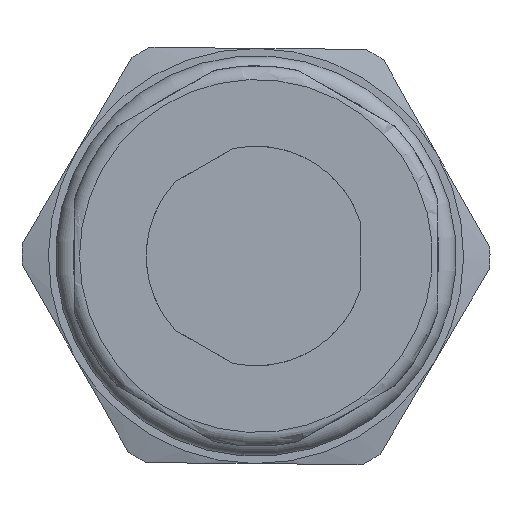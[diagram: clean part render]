
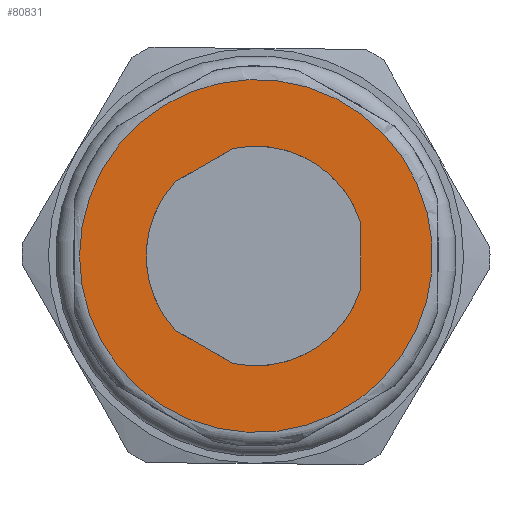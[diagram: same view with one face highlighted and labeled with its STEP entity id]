
A CAD part, left-side view. The second image highlights one B-rep face of the part: STEP entity #80831.
In plain terms, the highlighted planar face has unit normal (-1, 0, 0).
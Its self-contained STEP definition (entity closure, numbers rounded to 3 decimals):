
#79845=CARTESIAN_POINT('',(0.0,4.695,4.275));
#79846=VERTEX_POINT('',#79845);
#79853=CARTESIAN_POINT('',(0.0,4.695,-4.275));
#79854=VERTEX_POINT('',#79853);
#79855=CARTESIAN_POINT('',(0.0,0.0,0.0));
#79856=DIRECTION('',(1.0,0.0,0.0));
#79857=DIRECTION('',(0.0,-0.739,-0.673));
#79858=AXIS2_PLACEMENT_3D('',#79855,#79856,#79857);
#79859=CIRCLE('',#79858,6.35);
#79860=EDGE_CURVE('',#79854,#79846,#79859,.T.);
#79893=CARTESIAN_POINT('',(0.0,1.355,6.204));
#79894=VERTEX_POINT('',#79893);
#79901=CARTESIAN_POINT('',(0.0,4.695,4.275));
#79902=DIRECTION('',(0.0,-0.866,0.5));
#79903=VECTOR('',#79902,3.857);
#79904=LINE('',#79901,#79903);
#79905=EDGE_CURVE('',#79846,#79894,#79904,.T.);
#79946=CARTESIAN_POINT('',(0.0,-6.05,-1.929));
#79947=VERTEX_POINT('',#79946);
#79954=CARTESIAN_POINT('',(0.0,-6.05,1.929));
#79955=VERTEX_POINT('',#79954);
#79956=CARTESIAN_POINT('',(0.0,-6.05,1.929));
#79957=DIRECTION('',(0.0,0.0,-1.0));
#79958=VECTOR('',#79957,3.857);
#79959=LINE('',#79956,#79958);
#79960=EDGE_CURVE('',#79955,#79947,#79959,.T.);
#80007=CARTESIAN_POINT('',(0.0,1.355,-6.204));
#80008=VERTEX_POINT('',#80007);
#80009=CARTESIAN_POINT('',(0.0,1.355,-6.204));
#80010=DIRECTION('',(0.0,0.866,0.5));
#80011=VECTOR('',#80010,3.857);
#80012=LINE('',#80009,#80011);
#80013=EDGE_CURVE('',#80008,#79854,#80012,.T.);
#80052=CARTESIAN_POINT('',(0.0,0.0,0.0));
#80053=DIRECTION('',(1.0,0.0,0.0));
#80054=DIRECTION('',(0.0,0.953,-0.304));
#80055=AXIS2_PLACEMENT_3D('',#80052,#80053,#80054);
#80056=CIRCLE('',#80055,6.35);
#80057=EDGE_CURVE('',#79894,#79955,#80056,.T.);
#80076=CARTESIAN_POINT('',(0.0,0.0,0.0));
#80077=DIRECTION('',(1.0,0.0,0.0));
#80078=DIRECTION('',(0.0,-0.213,0.977));
#80079=AXIS2_PLACEMENT_3D('',#80076,#80077,#80078);
#80080=CIRCLE('',#80079,6.35);
#80081=EDGE_CURVE('',#79947,#80008,#80080,.T.);
#80730=CARTESIAN_POINT('',(0.0,10.2,0.0));
#80731=VERTEX_POINT('',#80730);
#80732=CARTESIAN_POINT('',(0.0,0.0,0.0));
#80733=DIRECTION('',(1.0,0.0,0.0));
#80734=DIRECTION('',(0.0,-1.0,0.0));
#80735=AXIS2_PLACEMENT_3D('',#80732,#80733,#80734);
#80736=CIRCLE('',#80735,10.2);
#80737=EDGE_CURVE('',#80731,#80731,#80736,.T.);
#80815=CARTESIAN_POINT('',(0.0,8.525,0.0));
#80816=DIRECTION('',(-1.0,0.0,0.0));
#80817=DIRECTION('',(0.0,0.0,1.0));
#80818=AXIS2_PLACEMENT_3D('',#80815,#80816,#80817);
#80819=PLANE('',#80818);
#80820=ORIENTED_EDGE('',*,*,#80737,.F.);
#80821=EDGE_LOOP('',(#80820));
#80822=FACE_OUTER_BOUND('',#80821,.T.);
#80823=ORIENTED_EDGE('',*,*,#80013,.T.);
#80824=ORIENTED_EDGE('',*,*,#79860,.T.);
#80825=ORIENTED_EDGE('',*,*,#79905,.T.);
#80826=ORIENTED_EDGE('',*,*,#80057,.T.);
#80827=ORIENTED_EDGE('',*,*,#79960,.T.);
#80828=ORIENTED_EDGE('',*,*,#80081,.T.);
#80829=EDGE_LOOP('',(#80823,#80824,#80825,#80826,#80827,#80828));
#80830=FACE_BOUND('',#80829,.T.);
#80831=ADVANCED_FACE('',(#80822,#80830),#80819,.T.);
